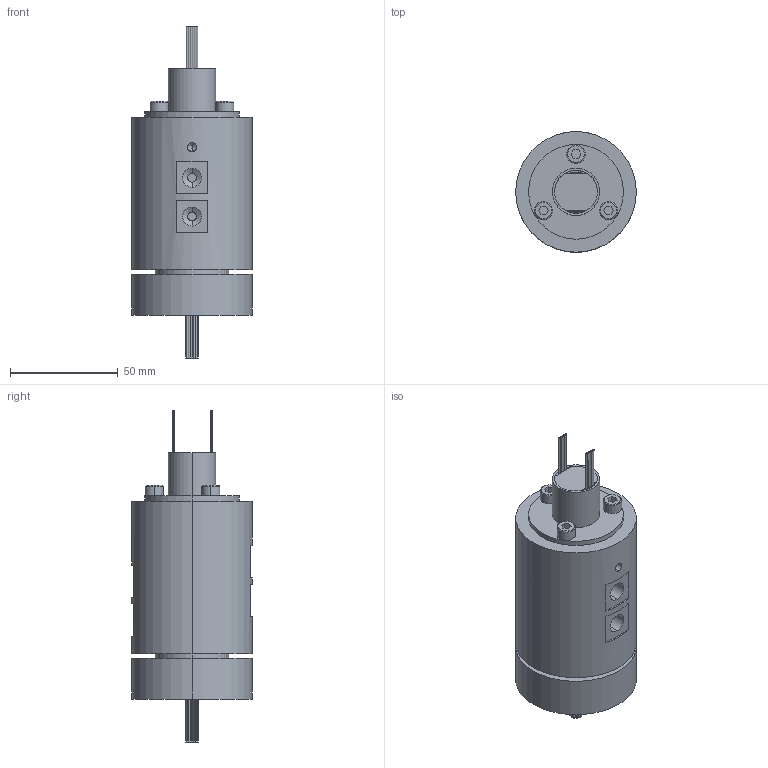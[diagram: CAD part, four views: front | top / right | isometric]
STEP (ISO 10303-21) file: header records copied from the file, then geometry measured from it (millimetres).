
FILE_DESCRIPTION (( 'STEP AP203' ), '1' );
FILE_NAME ('RKD41S-S12.STEP', '2020-11-21T03:34:55', ( '微软用户' ), ( '微软中国' ), 'SwSTEP 2.0', 'SolidWorks 2014', '' );
FILE_SCHEMA (( 'CONFIG_CONTROL_DESIGN' ));
Length unit declared in the file: millimetre
Products named in the file (1): RKD41S-S12
Bounding box: 56 x 56 x 154.2 mm (x, y, z)
Volume: 228538 mm3; surface area: 31469.2 mm2
Topology: 1 solids, 1 shells, 233 faces, 498 edges, 310 vertices
Faces by surface type: cylinder 117, plane 82, cone 34
Entity records: 6621 total; most frequent: CARTESIAN_POINT 1378, DIRECTION 1170, ORIENTED_EDGE 972, EDGE_CURVE 486, AXIS2_PLACEMENT_3D 470, VERTEX_POINT 310, EDGE_LOOP 288, CIRCLE 236
